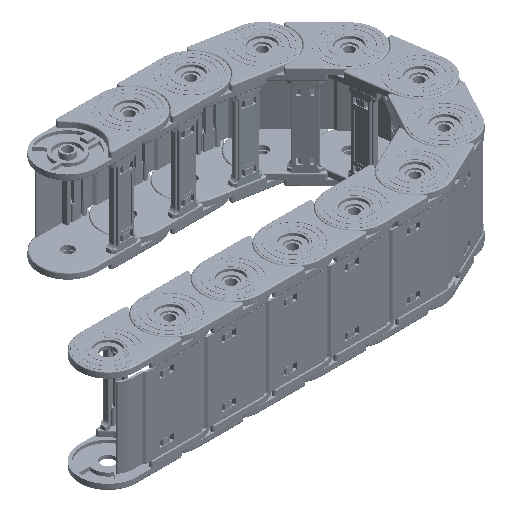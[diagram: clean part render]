
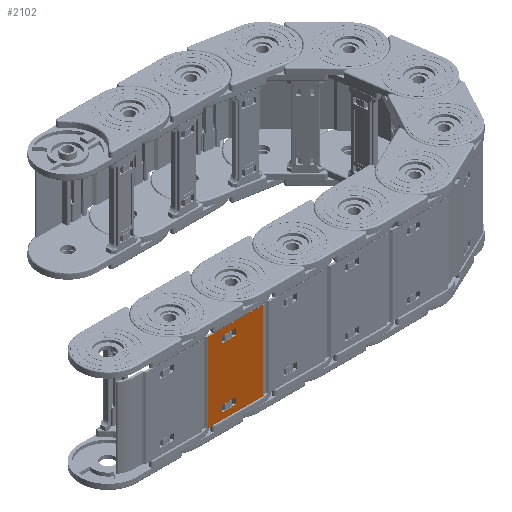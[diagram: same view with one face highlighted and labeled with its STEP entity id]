
A CAD part, isometric view. The second image highlights one B-rep face of the part: STEP entity #2102.
In plain terms, the highlighted face is planar.
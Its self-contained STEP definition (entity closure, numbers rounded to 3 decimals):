
#15 = VERTEX_POINT ( 'NONE', #15278 ) ;
#311 = CARTESIAN_POINT ( 'NONE',  ( -58.76, 205.228, 74.962 ) ) ;
#544 = DIRECTION ( 'NONE',  ( 0., -0.131, -0.991 ) ) ;
#2085 = LINE ( 'NONE', #19414, #18578 ) ;
#2102 = ADVANCED_FACE ( 'NONE', ( #33324, #20223, #5845 ), #16755, .F. ) ;
#2551 = CARTESIAN_POINT ( 'NONE',  ( -61.76, 196.424, 8.089 ) ) ;
#3405 = EDGE_CURVE ( 'NONE', #20081, #31071, #15991, .T. ) ;
#3689 = VERTEX_POINT ( 'NONE', #4974 ) ;
#4069 = DIRECTION ( 'NONE',  ( 0., -0.131, -0.991 ) ) ;
#4252 = DIRECTION ( 'NONE',  ( 0., 0.131, 0.991 ) ) ;
#4974 = CARTESIAN_POINT ( 'NONE',  ( -61.76, 196.424, 8.089 ) ) ;
#5788 = CARTESIAN_POINT ( 'NONE',  ( -75.76, 203.525, 62.023 ) ) ;
#5822 = DIRECTION ( 'NONE',  ( 1., 0., 0. ) ) ;
#5845 = FACE_BOUND ( 'NONE', #16889, .T. ) ;
#5938 = DIRECTION ( 'NONE',  ( 0., 0.131, 0.991 ) ) ;
#6037 = VECTOR ( 'NONE', #4252, 1000. ) ;
#6384 = VECTOR ( 'NONE', #30799, 1000. ) ;
#6801 = CARTESIAN_POINT ( 'NONE',  ( -75.76, 203.525, 62.023 ) ) ;
#7106 = CARTESIAN_POINT ( 'NONE',  ( -75.76, 196.424, 8.089 ) ) ;
#7428 = VECTOR ( 'NONE', #32511, 1000. ) ;
#7563 = CARTESIAN_POINT ( 'NONE',  ( -33.78, 194.721, -4.85 ) ) ;
#7987 = EDGE_CURVE ( 'NONE', #12292, #29815, #9003, .T. ) ;
#8353 = DIRECTION ( 'NONE',  ( 1., 0., 0. ) ) ;
#8569 = EDGE_CURVE ( 'NONE', #21387, #12292, #22935, .T. ) ;
#8847 = VERTEX_POINT ( 'NONE', #19615 ) ;
#9003 = LINE ( 'NONE', #7106, #6037 ) ;
#9344 = ORIENTED_EDGE ( 'NONE', *, *, #34946, .F. ) ;
#9663 = CARTESIAN_POINT ( 'NONE',  ( -61.76, 195.602, 1.843 ) ) ;
#9670 = CARTESIAN_POINT ( 'NONE',  ( -89.98, 215.882, 155.883 ) ) ;
#10265 = ORIENTED_EDGE ( 'NONE', *, *, #13845, .F. ) ;
#10394 = ORIENTED_EDGE ( 'NONE', *, *, #8569, .F. ) ;
#10439 = VECTOR ( 'NONE', #4069, 1000. ) ;
#10646 = LINE ( 'NONE', #2551, #11925 ) ;
#10763 = CARTESIAN_POINT ( 'NONE',  ( -75.76, 196.424, 8.089 ) ) ;
#11564 = ORIENTED_EDGE ( 'NONE', *, *, #31718, .F. ) ;
#11716 = EDGE_CURVE ( 'NONE', #34785, #15, #13597, .T. ) ;
#11925 = VECTOR ( 'NONE', #8353, 1000. ) ;
#11989 = CARTESIAN_POINT ( 'NONE',  ( -61.76, 195.602, 1.843 ) ) ;
#12292 = VERTEX_POINT ( 'NONE', #22852 ) ;
#12726 = ORIENTED_EDGE ( 'NONE', *, *, #33852, .T. ) ;
#12955 = CARTESIAN_POINT ( 'NONE',  ( -58.76, 205.228, 74.962 ) ) ;
#13597 = LINE ( 'NONE', #30683, #6384 ) ;
#13628 = VECTOR ( 'NONE', #15120, 1000. ) ;
#13845 = EDGE_CURVE ( 'NONE', #8847, #20081, #20799, .T. ) ;
#13913 = DIRECTION ( 'NONE',  ( 0., -0.991, 0.131 ) ) ;
#14107 = CARTESIAN_POINT ( 'NONE',  ( -33.78, 215.882, 155.883 ) ) ;
#14147 = CARTESIAN_POINT ( 'NONE',  ( -61.76, 203.525, 62.023 ) ) ;
#14537 = VECTOR ( 'NONE', #30910, 1000. ) ;
#15120 = DIRECTION ( 'NONE',  ( 0., -0.131, -0.991 ) ) ;
#15278 = CARTESIAN_POINT ( 'NONE',  ( -75.76, 204.347, 68.269 ) ) ;
#15991 = LINE ( 'NONE', #27362, #24468 ) ;
#16715 = ORIENTED_EDGE ( 'NONE', *, *, #21881, .T. ) ;
#16755 = PLANE ( 'NONE',  #28261 ) ;
#16889 = EDGE_LOOP ( 'NONE', ( #11564, #32961, #10394, #9344 ) ) ;
#16923 = EDGE_LOOP ( 'NONE', ( #30480, #12726, #28151, #16715 ) ) ;
#17873 = VERTEX_POINT ( 'NONE', #5788 ) ;
#18347 = VERTEX_POINT ( 'NONE', #14147 ) ;
#18354 = CARTESIAN_POINT ( 'NONE',  ( -61.76, 204.347, 68.269 ) ) ;
#18571 = CARTESIAN_POINT ( 'NONE',  ( -61.76, 203.525, 62.023 ) ) ;
#18578 = VECTOR ( 'NONE', #19644, 1000. ) ;
#19148 = LINE ( 'NONE', #12955, #27191 ) ;
#19414 = CARTESIAN_POINT ( 'NONE',  ( -61.76, 196.424, 8.089 ) ) ;
#19615 = CARTESIAN_POINT ( 'NONE',  ( -89.98, 205.228, 74.962 ) ) ;
#19644 = DIRECTION ( 'NONE',  ( 0., -0.131, -0.991 ) ) ;
#20081 = VERTEX_POINT ( 'NONE', #27968 ) ;
#20223 = FACE_OUTER_BOUND ( 'NONE', #31123, .T. ) ;
#20593 = ORIENTED_EDGE ( 'NONE', *, *, #31590, .T. ) ;
#20799 = LINE ( 'NONE', #9670, #13628 ) ;
#21387 = VERTEX_POINT ( 'NONE', #9663 ) ;
#21804 = LINE ( 'NONE', #18571, #7428 ) ;
#21881 = EDGE_CURVE ( 'NONE', #15, #17873, #28620, .T. ) ;
#22224 = ORIENTED_EDGE ( 'NONE', *, *, #25546, .T. ) ;
#22852 = CARTESIAN_POINT ( 'NONE',  ( -75.76, 195.602, 1.843 ) ) ;
#22935 = LINE ( 'NONE', #11989, #14537 ) ;
#24069 = ORIENTED_EDGE ( 'NONE', *, *, #3405, .F. ) ;
#24468 = VECTOR ( 'NONE', #5822, 1000. ) ;
#24672 = VECTOR ( 'NONE', #25105, 1000. ) ;
#25105 = DIRECTION ( 'NONE',  ( 0., -0.131, -0.991 ) ) ;
#25146 = VERTEX_POINT ( 'NONE', #27965 ) ;
#25546 = EDGE_CURVE ( 'NONE', #25146, #31071, #32294, .T. ) ;
#27191 = VECTOR ( 'NONE', #29275, 1000. ) ;
#27362 = CARTESIAN_POINT ( 'NONE',  ( -58.76, 194.721, -4.85 ) ) ;
#27468 = EDGE_CURVE ( 'NONE', #17873, #18347, #21804, .T. ) ;
#27478 = CARTESIAN_POINT ( 'NONE',  ( -61.76, 203.525, 62.023 ) ) ;
#27965 = CARTESIAN_POINT ( 'NONE',  ( -33.78, 205.228, 74.962 ) ) ;
#27968 = CARTESIAN_POINT ( 'NONE',  ( -89.98, 194.721, -4.85 ) ) ;
#28151 = ORIENTED_EDGE ( 'NONE', *, *, #11716, .T. ) ;
#28261 = AXIS2_PLACEMENT_3D ( 'NONE', #311, #13913, #544 ) ;
#28620 = LINE ( 'NONE', #6801, #10439 ) ;
#29179 = VECTOR ( 'NONE', #5938, 1000. ) ;
#29275 = DIRECTION ( 'NONE',  ( 1., 0., 0. ) ) ;
#29815 = VERTEX_POINT ( 'NONE', #10763 ) ;
#30480 = ORIENTED_EDGE ( 'NONE', *, *, #27468, .T. ) ;
#30683 = CARTESIAN_POINT ( 'NONE',  ( -61.76, 204.347, 68.269 ) ) ;
#30799 = DIRECTION ( 'NONE',  ( -1., 0., 0. ) ) ;
#30864 = LINE ( 'NONE', #27478, #29179 ) ;
#30910 = DIRECTION ( 'NONE',  ( -1., 0., 0. ) ) ;
#31071 = VERTEX_POINT ( 'NONE', #7563 ) ;
#31123 = EDGE_LOOP ( 'NONE', ( #22224, #24069, #10265, #20593 ) ) ;
#31590 = EDGE_CURVE ( 'NONE', #8847, #25146, #19148, .T. ) ;
#31718 = EDGE_CURVE ( 'NONE', #29815, #3689, #10646, .T. ) ;
#32294 = LINE ( 'NONE', #14107, #24672 ) ;
#32511 = DIRECTION ( 'NONE',  ( 1., 0., 0. ) ) ;
#32961 = ORIENTED_EDGE ( 'NONE', *, *, #7987, .F. ) ;
#33324 = FACE_BOUND ( 'NONE', #16923, .T. ) ;
#33852 = EDGE_CURVE ( 'NONE', #18347, #34785, #30864, .T. ) ;
#34785 = VERTEX_POINT ( 'NONE', #18354 ) ;
#34946 = EDGE_CURVE ( 'NONE', #3689, #21387, #2085, .T. ) ;
